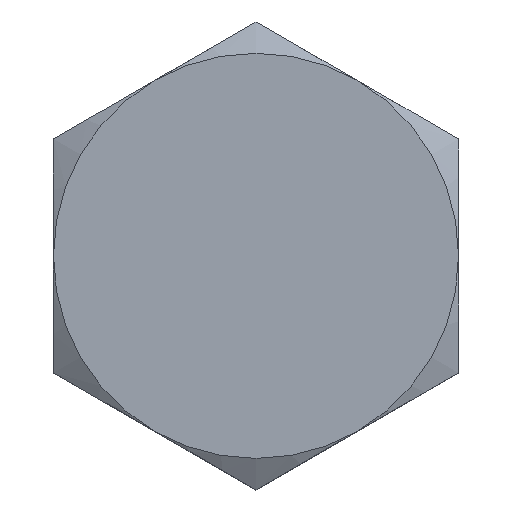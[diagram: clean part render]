
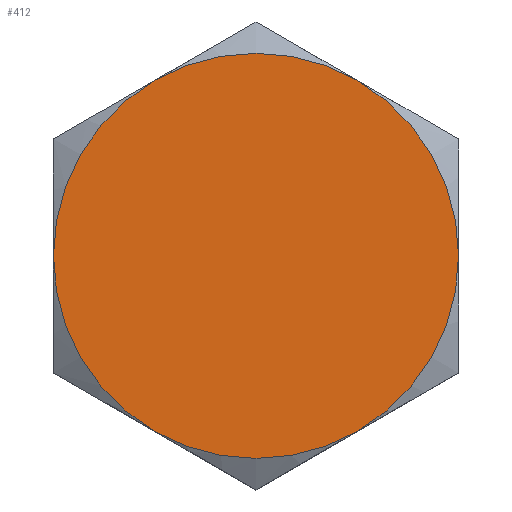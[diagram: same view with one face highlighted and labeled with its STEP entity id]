
A CAD part, top view. The second image highlights one B-rep face of the part: STEP entity #412.
In plain terms, the highlighted planar face has unit normal (0, 0, 1).
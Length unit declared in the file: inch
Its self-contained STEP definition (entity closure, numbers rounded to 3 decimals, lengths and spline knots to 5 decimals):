
#412 = ADVANCED_FACE ( 'NONE', ( #1293 ), #3422, .T. ) ;
#1125 = ORIENTED_EDGE ( 'NONE', *, *, #1826, .T. ) ;
#1158 = ORIENTED_EDGE ( 'NONE', *, *, #1789, .T. ) ;
#1293 = FACE_OUTER_BOUND ( 'NONE', #1660, .T. ) ;
#1312 = CIRCLE ( 'NONE', #2051, 0.09375 ) ;
#1319 = CIRCLE ( 'NONE', #2037, 0.09375 ) ;
#1327 = CIRCLE ( 'NONE', #2103, 0.09375 ) ;
#1335 = CIRCLE ( 'NONE', #2099, 0.09375 ) ;
#1337 = CIRCLE ( 'NONE', #2079, 0.09375 ) ;
#1357 = CIRCLE ( 'NONE', #2137, 0.09375 ) ;
#1430 = ORIENTED_EDGE ( 'NONE', *, *, #1796, .T. ) ;
#1461 = VERTEX_POINT ( 'NONE', #3200 ) ;
#1478 = VERTEX_POINT ( 'NONE', #3205 ) ;
#1516 = VERTEX_POINT ( 'NONE', #3190 ) ;
#1534 = ORIENTED_EDGE ( 'NONE', *, *, #1779, .T. ) ;
#1554 = ORIENTED_EDGE ( 'NONE', *, *, #1790, .T. ) ;
#1592 = VERTEX_POINT ( 'NONE', #3221 ) ;
#1596 = VERTEX_POINT ( 'NONE', #3216 ) ;
#1650 = VERTEX_POINT ( 'NONE', #3233 ) ;
#1660 = EDGE_LOOP ( 'NONE', ( #1534, #1430, #1125, #1554, #1158, #1701 ) ) ;
#1701 = ORIENTED_EDGE ( 'NONE', *, *, #1780, .T. ) ;
#1779 = EDGE_CURVE ( 'NONE', #1592, #1478, #1319, .T. ) ;
#1780 = EDGE_CURVE ( 'NONE', #1461, #1592, #1312, .T. ) ;
#1789 = EDGE_CURVE ( 'NONE', #1516, #1461, #1337, .T. ) ;
#1790 = EDGE_CURVE ( 'NONE', #1596, #1516, #1335, .T. ) ;
#1796 = EDGE_CURVE ( 'NONE', #1478, #1650, #1327, .T. ) ;
#1826 = EDGE_CURVE ( 'NONE', #1650, #1596, #1357, .T. ) ;
#2026 = CARTESIAN_POINT ( 'NONE',  ( 0., 0., 0.06 ) ) ;
#2027 = DIRECTION ( 'NONE',  ( 0., 0., 1. ) ) ;
#2029 = DIRECTION ( 'NONE',  ( 1., 0., 0. ) ) ;
#2037 = AXIS2_PLACEMENT_3D ( 'NONE', #2827, #2828, #2829 ) ;
#2051 = AXIS2_PLACEMENT_3D ( 'NONE', #2832, #2833, #2834 ) ;
#2079 = AXIS2_PLACEMENT_3D ( 'NONE', #2868, #2869, #2870 ) ;
#2084 = AXIS2_PLACEMENT_3D ( 'NONE', #3429, #3419, #3418 ) ;
#2099 = AXIS2_PLACEMENT_3D ( 'NONE', #2872, #2873, #2874 ) ;
#2103 = AXIS2_PLACEMENT_3D ( 'NONE', #2908, #2909, #2910 ) ;
#2137 = AXIS2_PLACEMENT_3D ( 'NONE', #2026, #2027, #2029 ) ;
#2827 = CARTESIAN_POINT ( 'NONE',  ( 0., 0., 0.06 ) ) ;
#2828 = DIRECTION ( 'NONE',  ( 0., 0., 1. ) ) ;
#2829 = DIRECTION ( 'NONE',  ( 1., 0., 0. ) ) ;
#2832 = CARTESIAN_POINT ( 'NONE',  ( 0., 0., 0.06 ) ) ;
#2833 = DIRECTION ( 'NONE',  ( 0., 0., 1. ) ) ;
#2834 = DIRECTION ( 'NONE',  ( 1., 0., 0. ) ) ;
#2868 = CARTESIAN_POINT ( 'NONE',  ( 0., 0., 0.06 ) ) ;
#2869 = DIRECTION ( 'NONE',  ( 0., 0., 1. ) ) ;
#2870 = DIRECTION ( 'NONE',  ( 1., 0., 0. ) ) ;
#2872 = CARTESIAN_POINT ( 'NONE',  ( 0., 0., 0.06 ) ) ;
#2873 = DIRECTION ( 'NONE',  ( 0., 0., 1. ) ) ;
#2874 = DIRECTION ( 'NONE',  ( 1., 0., 0. ) ) ;
#2908 = CARTESIAN_POINT ( 'NONE',  ( 0., 0., 0.06 ) ) ;
#2909 = DIRECTION ( 'NONE',  ( 0., 0., 1. ) ) ;
#2910 = DIRECTION ( 'NONE',  ( 1., 0., 0. ) ) ;
#3190 = CARTESIAN_POINT ( 'NONE',  ( -0.09375, 0., 0.06 ) ) ;
#3200 = CARTESIAN_POINT ( 'NONE',  ( -0.04688, -0.08119, 0.06 ) ) ;
#3205 = CARTESIAN_POINT ( 'NONE',  ( 0.09375, 0., 0.06 ) ) ;
#3216 = CARTESIAN_POINT ( 'NONE',  ( -0.04688, 0.08119, 0.06 ) ) ;
#3221 = CARTESIAN_POINT ( 'NONE',  ( 0.04688, -0.08119, 0.06 ) ) ;
#3233 = CARTESIAN_POINT ( 'NONE',  ( 0.04687, 0.08119, 0.06 ) ) ;
#3418 = DIRECTION ( 'NONE',  ( 1., 0., 0. ) ) ;
#3419 = DIRECTION ( 'NONE',  ( 0., 0., 1. ) ) ;
#3422 = PLANE ( 'NONE',  #2084 ) ;
#3429 = CARTESIAN_POINT ( 'NONE',  ( -0.09375, -0.05413, 0.06 ) ) ;
